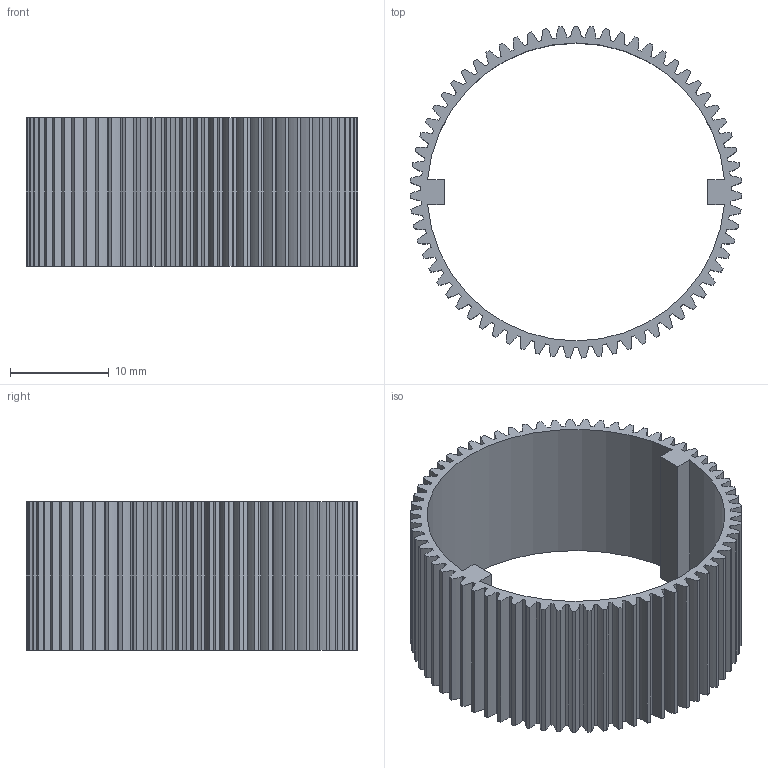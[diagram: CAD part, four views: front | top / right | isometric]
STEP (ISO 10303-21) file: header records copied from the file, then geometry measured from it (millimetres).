
FILE_DESCRIPTION(/* description */ (''),/* implementation_level */ '2;1');
FILE_NAME(/* name */ 'Engrenage cylindrique21.stp',/* time_stamp */ '2019-06-23T15:09:20+02:00',/* author */ ('flori'),/* organization */ (''),/* preprocessor_version */ 'ST-DEVELOPER v16.5',/* originating_system */ 'Autodesk Inventor 2017',/* authorisation */ '');
FILE_SCHEMA (('AUTOMOTIVE_DESIGN { 1 0 10303 214 3 1 1 }'));
Length unit declared in the file: millimetre
Products named in the file (1): Engrenage cylindrique2
Bounding box: 33.53 x 33.52 x 15 mm (x, y, z)
Volume: 1895.3 mm3; surface area: 4867.6 mm2
Topology: 1 solids, 1 shells, 278 faces, 828 edges, 552 vertices
Faces by surface type: cylinder 270, plane 8
Entity records: 9706 total; most frequent: DIRECTION 1926, CARTESIAN_POINT 1659, ORIENTED_EDGE 1656, EDGE_CURVE 828, AXIS2_PLACEMENT_3D 819, VERTEX_POINT 552, CIRCLE 540, LINE 288
